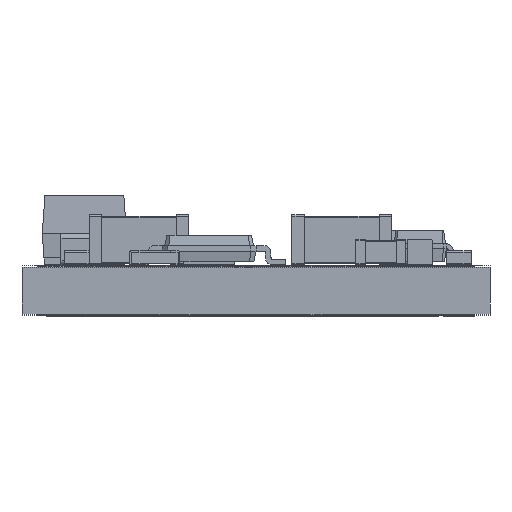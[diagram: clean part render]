
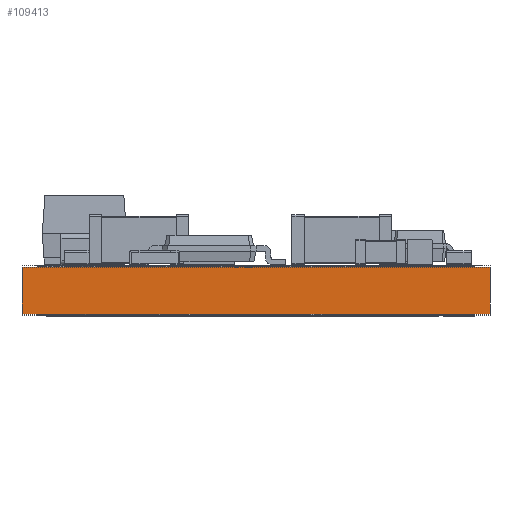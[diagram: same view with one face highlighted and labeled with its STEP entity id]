
A CAD part, front view. The second image highlights one B-rep face of the part: STEP entity #109413.
In plain terms, the highlighted planar face has unit normal (0, -1, 0).
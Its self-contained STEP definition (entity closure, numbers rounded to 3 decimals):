
#109413 = ADVANCED_FACE('',(#109414),#109448,.T.);
#109414 = FACE_BOUND('',#109415,.T.);
#109415 = EDGE_LOOP('',(#109416,#109426,#109434,#109442));
#109416 = ORIENTED_EDGE('',*,*,#109417,.T.);
#109417 = EDGE_CURVE('',#109418,#109420,#109422,.T.);
#109418 = VERTEX_POINT('',#109419);
#109419 = CARTESIAN_POINT('',(15.,-0.,0.));
#109420 = VERTEX_POINT('',#109421);
#109421 = CARTESIAN_POINT('',(15.,0.,1.5));
#109422 = LINE('',#109423,#109424);
#109423 = CARTESIAN_POINT('',(15.,-0.,0.));
#109424 = VECTOR('',#109425,1.);
#109425 = DIRECTION('',(0.,0.,1.));
#109426 = ORIENTED_EDGE('',*,*,#109427,.T.);
#109427 = EDGE_CURVE('',#109420,#109428,#109430,.T.);
#109428 = VERTEX_POINT('',#109429);
#109429 = CARTESIAN_POINT('',(0.,0.,1.5));
#109430 = LINE('',#109431,#109432);
#109431 = CARTESIAN_POINT('',(15.,0.,1.5));
#109432 = VECTOR('',#109433,1.);
#109433 = DIRECTION('',(-1.,0.,0.));
#109434 = ORIENTED_EDGE('',*,*,#109435,.F.);
#109435 = EDGE_CURVE('',#109436,#109428,#109438,.T.);
#109436 = VERTEX_POINT('',#109437);
#109437 = CARTESIAN_POINT('',(0.,-0.,0.));
#109438 = LINE('',#109439,#109440);
#109439 = CARTESIAN_POINT('',(0.,-0.,0.));
#109440 = VECTOR('',#109441,1.);
#109441 = DIRECTION('',(0.,0.,1.));
#109442 = ORIENTED_EDGE('',*,*,#109443,.F.);
#109443 = EDGE_CURVE('',#109418,#109436,#109444,.T.);
#109444 = LINE('',#109445,#109446);
#109445 = CARTESIAN_POINT('',(15.,-0.,0.));
#109446 = VECTOR('',#109447,1.);
#109447 = DIRECTION('',(-1.,0.,0.));
#109448 = PLANE('',#109449);
#109449 = AXIS2_PLACEMENT_3D('',#109450,#109451,#109452);
#109450 = CARTESIAN_POINT('',(15.,0.,0.));
#109451 = DIRECTION('',(0.,-1.,0.));
#109452 = DIRECTION('',(-1.,0.,0.));
